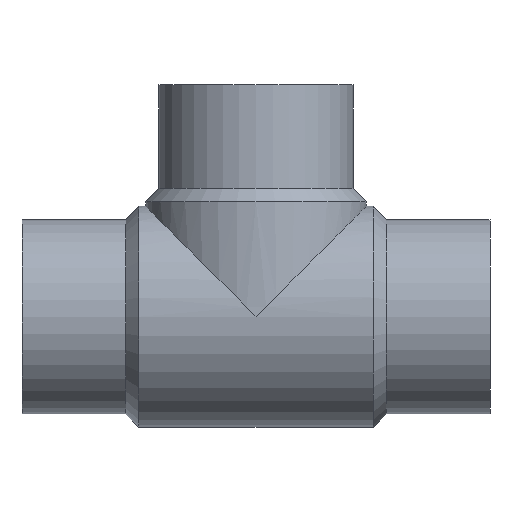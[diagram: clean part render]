
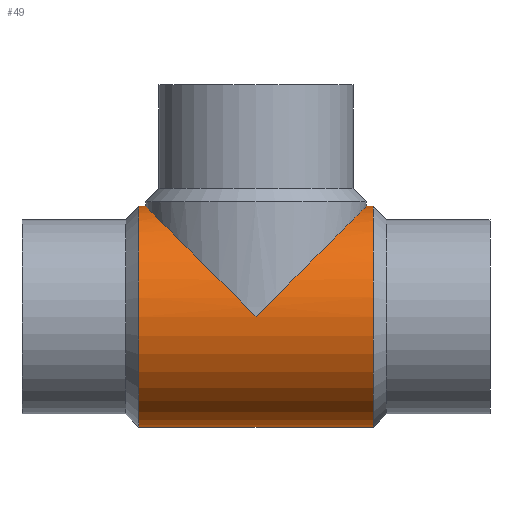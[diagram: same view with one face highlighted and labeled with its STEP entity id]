
A CAD part, front view. The second image highlights one B-rep face of the part: STEP entity #49.
In plain terms, the highlighted cylindrical face has radius 127.9 mm (diameter 255.8 mm), a full revolution.
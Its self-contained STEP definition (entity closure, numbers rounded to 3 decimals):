
#49 = ADVANCED_FACE( '', ( #105, #106, #107 ), #108, .T. );
#105 = FACE_OUTER_BOUND( '', #166, .T. );
#106 = FACE_BOUND( '', #167, .T. );
#107 = FACE_OUTER_BOUND( '', #168, .T. );
#108 = CYLINDRICAL_SURFACE( '', #169, 127.9 );
#166 = EDGE_LOOP( '', ( #236 ) );
#167 = EDGE_LOOP( '', ( #237, #238 ) );
#168 = EDGE_LOOP( '', ( #239 ) );
#169 = AXIS2_PLACEMENT_3D( '', #240, #241, #242 );
#236 = ORIENTED_EDGE( '', *, *, #298, .F. );
#237 = ORIENTED_EDGE( '', *, *, #280, .F. );
#238 = ORIENTED_EDGE( '', *, *, #281, .F. );
#239 = ORIENTED_EDGE( '', *, *, #300, .T. );
#240 = CARTESIAN_POINT( '', ( 0., 0., 0. ) );
#241 = DIRECTION( '', ( -1., 0., 0. ) );
#242 = DIRECTION( '', ( 0., 0., -1. ) );
#280 = EDGE_CURVE( '', #309, #310, #311, .T. );
#281 = EDGE_CURVE( '', #310, #309, #312, .F. );
#298 = EDGE_CURVE( '', #340, #340, #341, .T. );
#300 = EDGE_CURVE( '', #343, #343, #344, .T. );
#309 = VERTEX_POINT( '', #354 );
#310 = VERTEX_POINT( '', #355 );
#311 = ELLIPSE( '', #356, 180.878, 127.9 );
#312 = ELLIPSE( '', #357, 180.878, 127.9 );
#340 = VERTEX_POINT( '', #385 );
#341 = CIRCLE( '', #386, 127.9 );
#343 = VERTEX_POINT( '', #388 );
#344 = CIRCLE( '', #389, 127.9 );
#354 = CARTESIAN_POINT( '', ( -271., 127.9, 0. ) );
#355 = CARTESIAN_POINT( '', ( -271., -127.9, 0. ) );
#356 = AXIS2_PLACEMENT_3D( '', #398, #399, #400 );
#357 = AXIS2_PLACEMENT_3D( '', #401, #402, #403 );
#385 = CARTESIAN_POINT( '', ( -135.4, 0., -127.9 ) );
#386 = AXIS2_PLACEMENT_3D( '', #437, #438, #439 );
#388 = CARTESIAN_POINT( '', ( -406.6, 0., -127.9 ) );
#389 = AXIS2_PLACEMENT_3D( '', #440, #441, #442 );
#398 = CARTESIAN_POINT( '', ( -271., 0., 0. ) );
#399 = DIRECTION( '', ( 0.707, 0., 0.707 ) );
#400 = DIRECTION( '', ( 0.707, 0., -0.707 ) );
#401 = CARTESIAN_POINT( '', ( -271., 0., 0. ) );
#402 = DIRECTION( '', ( 0.707, 0., -0.707 ) );
#403 = DIRECTION( '', ( 0.707, 0., 0.707 ) );
#437 = CARTESIAN_POINT( '', ( -135.4, 0., 0. ) );
#438 = DIRECTION( '', ( 1., 0., 0. ) );
#439 = DIRECTION( '', ( 0., 0., -1. ) );
#440 = CARTESIAN_POINT( '', ( -406.6, 0., 0. ) );
#441 = DIRECTION( '', ( 1., 0., 0. ) );
#442 = DIRECTION( '', ( 0., 0., -1. ) );
